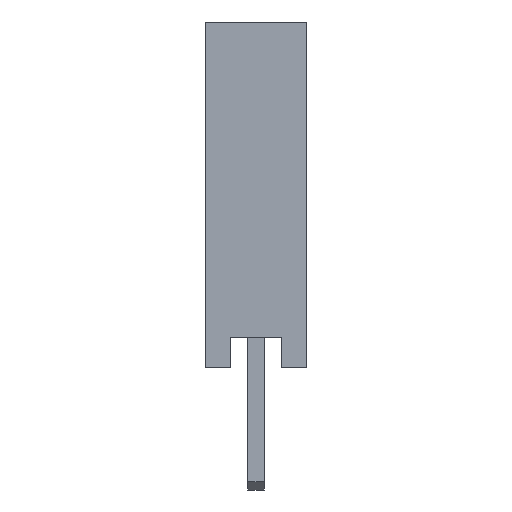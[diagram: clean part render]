
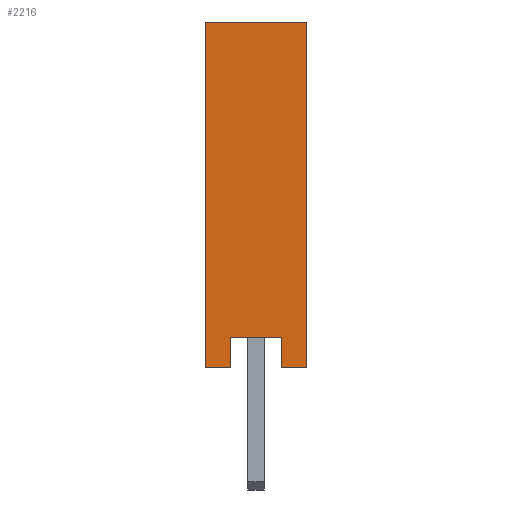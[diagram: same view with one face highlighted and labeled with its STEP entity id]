
A CAD part, front view. The second image highlights one B-rep face of the part: STEP entity #2216.
In plain terms, the highlighted planar face has unit normal (0, -1, 0).
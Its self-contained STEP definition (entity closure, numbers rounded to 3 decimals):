
#56=FACE_OUTER_BOUND('',#192,.T.);
#192=EDGE_LOOP('',(#1523,#1524,#1525,#1526,#1527,#1528,#1529,#1530));
#351=LINE('',#3154,#661);
#355=LINE('',#3165,#665);
#356=LINE('',#3167,#666);
#357=LINE('',#3169,#667);
#358=LINE('',#3171,#668);
#359=LINE('',#3172,#669);
#360=LINE('',#3174,#670);
#361=LINE('',#3175,#671);
#661=VECTOR('',#2561,10.);
#665=VECTOR('',#2573,10.);
#666=VECTOR('',#2574,10.);
#667=VECTOR('',#2575,10.);
#668=VECTOR('',#2576,10.);
#669=VECTOR('',#2577,10.);
#670=VECTOR('',#2578,10.);
#671=VECTOR('',#2579,10.);
#956=VERTEX_POINT('',#3147);
#959=VERTEX_POINT('',#3152);
#961=VERTEX_POINT('',#3163);
#962=VERTEX_POINT('',#3164);
#963=VERTEX_POINT('',#3166);
#964=VERTEX_POINT('',#3168);
#965=VERTEX_POINT('',#3170);
#966=VERTEX_POINT('',#3173);
#1171=EDGE_CURVE('',#956,#959,#351,.T.);
#1175=EDGE_CURVE('',#961,#962,#355,.T.);
#1176=EDGE_CURVE('',#962,#963,#356,.T.);
#1177=EDGE_CURVE('',#963,#964,#357,.T.);
#1178=EDGE_CURVE('',#964,#965,#358,.T.);
#1179=EDGE_CURVE('',#965,#956,#359,.T.);
#1180=EDGE_CURVE('',#959,#966,#360,.T.);
#1181=EDGE_CURVE('',#966,#961,#361,.T.);
#1523=ORIENTED_EDGE('',*,*,#1175,.T.);
#1524=ORIENTED_EDGE('',*,*,#1176,.T.);
#1525=ORIENTED_EDGE('',*,*,#1177,.T.);
#1526=ORIENTED_EDGE('',*,*,#1178,.T.);
#1527=ORIENTED_EDGE('',*,*,#1179,.T.);
#1528=ORIENTED_EDGE('',*,*,#1171,.T.);
#1529=ORIENTED_EDGE('',*,*,#1180,.T.);
#1530=ORIENTED_EDGE('',*,*,#1181,.T.);
#2081=PLANE('',#2374);
#2216=ADVANCED_FACE('',(#56),#2081,.T.);
#2374=AXIS2_PLACEMENT_3D('',#3162,#2571,#2572);
#2561=DIRECTION('',(-1.,0.,0.));
#2571=DIRECTION('center_axis',(0.,-1.,0.));
#2572=DIRECTION('ref_axis',(0.,0.,-1.));
#2573=DIRECTION('',(0.,0.,1.));
#2574=DIRECTION('',(1.,0.,0.));
#2575=DIRECTION('',(0.,0.,-1.));
#2576=DIRECTION('',(1.,0.,0.));
#2577=DIRECTION('',(0.,0.,1.));
#2578=DIRECTION('',(0.,0.,-1.));
#2579=DIRECTION('',(1.,0.,0.));
#3147=CARTESIAN_POINT('',(1.25,-6.35,8.5));
#3152=CARTESIAN_POINT('',(-1.25,-6.35,8.5));
#3154=CARTESIAN_POINT('',(-1.25,-6.35,8.5));
#3162=CARTESIAN_POINT('Origin',(0.,-6.35,4.25));
#3163=CARTESIAN_POINT('',(-0.625,-6.35,0.));
#3164=CARTESIAN_POINT('',(-0.625,-6.35,0.75));
#3165=CARTESIAN_POINT('',(-0.625,-6.35,0.75));
#3166=CARTESIAN_POINT('',(0.625,-6.35,0.75));
#3167=CARTESIAN_POINT('',(0.625,-6.35,0.75));
#3168=CARTESIAN_POINT('',(0.625,-6.35,0.));
#3169=CARTESIAN_POINT('',(0.625,-6.35,0.));
#3170=CARTESIAN_POINT('',(1.25,-6.35,0.));
#3171=CARTESIAN_POINT('',(1.25,-6.35,0.));
#3172=CARTESIAN_POINT('',(1.25,-6.35,8.5));
#3173=CARTESIAN_POINT('',(-1.25,-6.35,0.));
#3174=CARTESIAN_POINT('',(-1.25,-6.35,0.));
#3175=CARTESIAN_POINT('',(-0.625,-6.35,0.));
